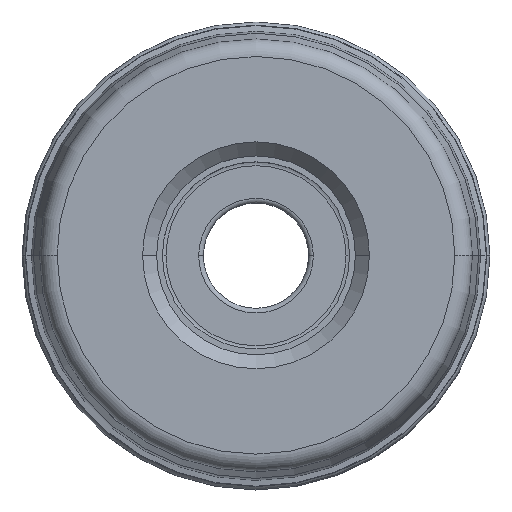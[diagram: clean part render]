
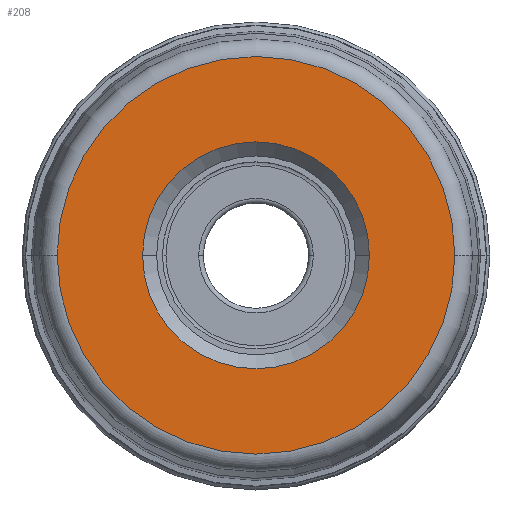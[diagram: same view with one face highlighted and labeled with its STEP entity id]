
A CAD part, top view. The second image highlights one B-rep face of the part: STEP entity #208.
In plain terms, the highlighted planar face has unit normal (0, 0, 1).
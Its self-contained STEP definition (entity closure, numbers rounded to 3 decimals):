
#28=PLANE('',#1905);
#34=FACE_BOUND('',#406,.T.);
#35=FACE_BOUND('',#407,.T.);
#208=ADVANCED_FACE('',(#34,#35),#28,.F.);
#406=EDGE_LOOP('',(#691,#692,#693,#694));
#407=EDGE_LOOP('',(#695,#696,#697,#698));
#691=ORIENTED_EDGE('',*,*,#1196,.F.);
#692=ORIENTED_EDGE('',*,*,#1195,.F.);
#693=ORIENTED_EDGE('',*,*,#1197,.F.);
#694=ORIENTED_EDGE('',*,*,#1198,.F.);
#695=ORIENTED_EDGE('',*,*,#1199,.F.);
#696=ORIENTED_EDGE('',*,*,#1200,.F.);
#697=ORIENTED_EDGE('',*,*,#1201,.F.);
#698=ORIENTED_EDGE('',*,*,#1202,.F.);
#993=VERTEX_POINT('',#3709);
#994=VERTEX_POINT('',#3711);
#995=VERTEX_POINT('',#3713);
#996=VERTEX_POINT('',#3717);
#997=VERTEX_POINT('',#3720);
#998=VERTEX_POINT('',#3721);
#999=VERTEX_POINT('',#3723);
#1000=VERTEX_POINT('',#3725);
#1195=EDGE_CURVE('',#994,#995,#1460,.T.);
#1196=EDGE_CURVE('',#995,#993,#1461,.T.);
#1197=EDGE_CURVE('',#996,#994,#1462,.T.);
#1198=EDGE_CURVE('',#993,#996,#1463,.T.);
#1199=EDGE_CURVE('',#997,#998,#1464,.T.);
#1200=EDGE_CURVE('',#999,#997,#1465,.T.);
#1201=EDGE_CURVE('',#1000,#999,#1466,.T.);
#1202=EDGE_CURVE('',#998,#1000,#1467,.T.);
#1460=CIRCLE('',#1896,17.);
#1461=CIRCLE('',#1897,17.);
#1462=CIRCLE('',#1899,17.);
#1463=CIRCLE('',#1900,17.);
#1464=CIRCLE('',#1901,9.7);
#1465=CIRCLE('',#1902,9.7);
#1466=CIRCLE('',#1903,9.7);
#1467=CIRCLE('',#1904,9.7);
#1896=AXIS2_PLACEMENT_3D('',#3712,#2330,#2331);
#1897=AXIS2_PLACEMENT_3D('',#3714,#2332,#2333);
#1899=AXIS2_PLACEMENT_3D('',#3716,#2336,#2337);
#1900=AXIS2_PLACEMENT_3D('',#3718,#2338,#2339);
#1901=AXIS2_PLACEMENT_3D('',#3719,#2340,#2341);
#1902=AXIS2_PLACEMENT_3D('',#3722,#2342,#2343);
#1903=AXIS2_PLACEMENT_3D('',#3724,#2344,#2345);
#1904=AXIS2_PLACEMENT_3D('',#3726,#2346,#2347);
#1905=AXIS2_PLACEMENT_3D('',#3727,#2348,#2349);
#2330=DIRECTION('',(0.,0.,-1.));
#2331=DIRECTION('',(-1.,0.,0.));
#2332=DIRECTION('',(0.,0.,-1.));
#2333=DIRECTION('',(-1.,0.001,0.));
#2336=DIRECTION('',(0.,0.,-1.));
#2337=DIRECTION('',(1.,-0.001,0.));
#2338=DIRECTION('',(0.,0.,-1.));
#2339=DIRECTION('',(1.,0.,0.));
#2340=DIRECTION('',(0.,0.,1.));
#2341=DIRECTION('',(0.,-1.,0.));
#2342=DIRECTION('',(0.,0.,1.));
#2343=DIRECTION('',(-1.,0.,0.));
#2344=DIRECTION('',(0.,0.,1.));
#2345=DIRECTION('',(0.,1.,0.));
#2346=DIRECTION('',(0.,0.,1.));
#2347=DIRECTION('',(1.,0.,0.));
#2348=DIRECTION('',(0.,0.,-1.));
#2349=DIRECTION('',(-1.,0.,0.));
#3709=CARTESIAN_POINT('',(17.,0.,0.));
#3711=CARTESIAN_POINT('',(-17.,0.,0.));
#3712=CARTESIAN_POINT('',(0.,0.,0.));
#3713=CARTESIAN_POINT('',(-17.,0.02,0.));
#3714=CARTESIAN_POINT('',(0.,0.,0.));
#3716=CARTESIAN_POINT('',(0.,0.,0.));
#3717=CARTESIAN_POINT('',(17.,-0.02,0.));
#3718=CARTESIAN_POINT('',(0.,0.,0.));
#3719=CARTESIAN_POINT('',(0.,0.,0.));
#3720=CARTESIAN_POINT('',(0.,-9.7,0.));
#3721=CARTESIAN_POINT('',(9.7,0.,0.));
#3722=CARTESIAN_POINT('',(0.,0.,0.));
#3723=CARTESIAN_POINT('',(-9.7,0.,0.));
#3724=CARTESIAN_POINT('',(0.,0.,0.));
#3725=CARTESIAN_POINT('',(0.,9.7,0.));
#3726=CARTESIAN_POINT('',(0.,0.,0.));
#3727=CARTESIAN_POINT('',(0.,0.,0.));
